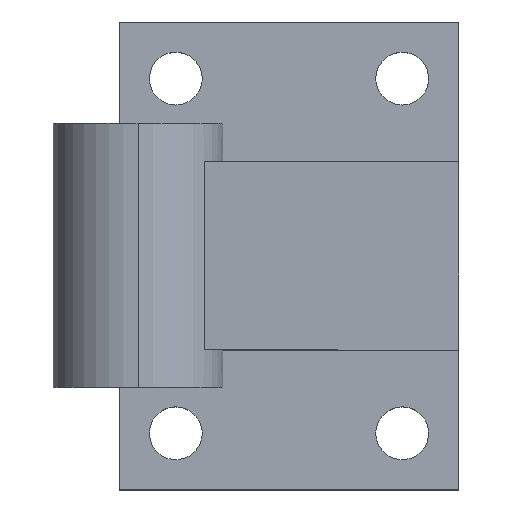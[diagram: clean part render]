
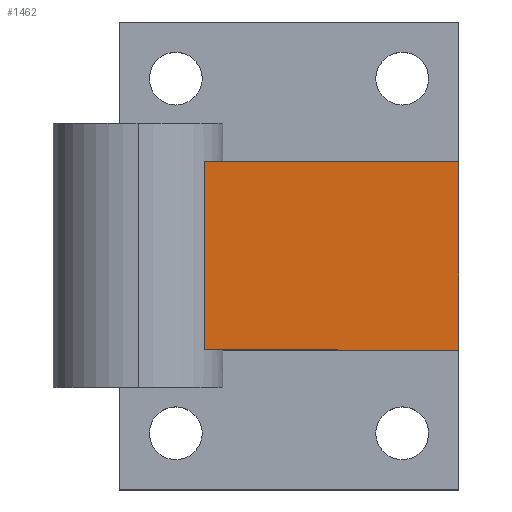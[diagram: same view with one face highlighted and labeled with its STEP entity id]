
A CAD part, top view. The second image highlights one B-rep face of the part: STEP entity #1462.
In plain terms, the highlighted planar face has unit normal (0.78, 0, 0.626).
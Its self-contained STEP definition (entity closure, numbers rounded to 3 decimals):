
#143 = CARTESIAN_POINT ( 'NONE',  ( 3.409, 87., 127.941 ) ) ;
#144 = PLANE ( 'NONE',  #1397 ) ;
#146 = DIRECTION ( 'NONE',  ( 0.78, 0., 0.626 ) ) ;
#147 = DIRECTION ( 'NONE',  ( 0.626, 0., -0.78 ) ) ;
#192 = CARTESIAN_POINT ( 'NONE',  ( 22.551, 37., 104.079 ) ) ;
#235 = VECTOR ( 'NONE', #805, 1000. ) ;
#236 = LINE ( 'NONE', #806, #235 ) ;
#252 = LINE ( 'NONE', #892, #262 ) ;
#262 = VECTOR ( 'NONE', #862, 1000. ) ;
#442 = ORIENTED_EDGE ( 'NONE', *, *, #1127, .F. ) ;
#444 = ORIENTED_EDGE ( 'NONE', *, *, #1233, .F. ) ;
#445 = ORIENTED_EDGE ( 'NONE', *, *, #1232, .T. ) ;
#447 = ORIENTED_EDGE ( 'NONE', *, *, #1151, .T. ) ;
#593 = EDGE_LOOP ( 'NONE', ( #444, #442, #445, #447 ) ) ;
#805 = DIRECTION ( 'NONE',  ( 0., -1., 0. ) ) ;
#806 = CARTESIAN_POINT ( 'NONE',  ( 22.551, 87., 104.079 ) ) ;
#862 = DIRECTION ( 'NONE',  ( 0., -1., 0. ) ) ;
#892 = CARTESIAN_POINT ( 'NONE',  ( 90., 87., 20. ) ) ;
#961 = CARTESIAN_POINT ( 'NONE',  ( 22.551, 87., 104.079 ) ) ;
#964 = CARTESIAN_POINT ( 'NONE',  ( 3.409, 37., 127.941 ) ) ;
#966 = DIRECTION ( 'NONE',  ( -0.626, 0., 0.78 ) ) ;
#975 = DIRECTION ( 'NONE',  ( -0.626, 0., 0.78 ) ) ;
#984 = CARTESIAN_POINT ( 'NONE',  ( 90., 37., 20. ) ) ;
#992 = CARTESIAN_POINT ( 'NONE',  ( 3.409, 87., 127.941 ) ) ;
#1127 = EDGE_CURVE ( 'NONE', #1348, #1316, #252, .T. ) ;
#1151 = EDGE_CURVE ( 'NONE', #1321, #1521, #236, .T. ) ;
#1232 = EDGE_CURVE ( 'NONE', #1348, #1321, #1385, .T. ) ;
#1233 = EDGE_CURVE ( 'NONE', #1316, #1521, #1370, .T. ) ;
#1291 = CARTESIAN_POINT ( 'NONE',  ( 90., 87., 20. ) ) ;
#1316 = VERTEX_POINT ( 'NONE', #984 ) ;
#1321 = VERTEX_POINT ( 'NONE', #961 ) ;
#1348 = VERTEX_POINT ( 'NONE', #1291 ) ;
#1370 = LINE ( 'NONE', #964, #1381 ) ;
#1377 = VECTOR ( 'NONE', #975, 1000. ) ;
#1381 = VECTOR ( 'NONE', #966, 1000. ) ;
#1385 = LINE ( 'NONE', #992, #1377 ) ;
#1397 = AXIS2_PLACEMENT_3D ( 'NONE', #143, #146, #147 ) ;
#1462 = ADVANCED_FACE ( 'NONE', ( #1572 ), #144, .T. ) ;
#1521 = VERTEX_POINT ( 'NONE', #192 ) ;
#1572 = FACE_OUTER_BOUND ( 'NONE', #593, .T. ) ;
